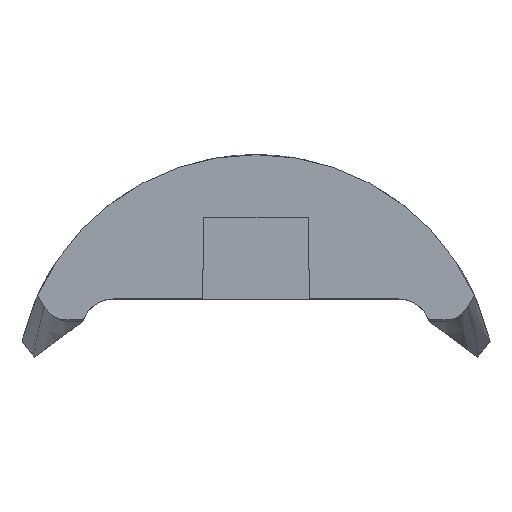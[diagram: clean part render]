
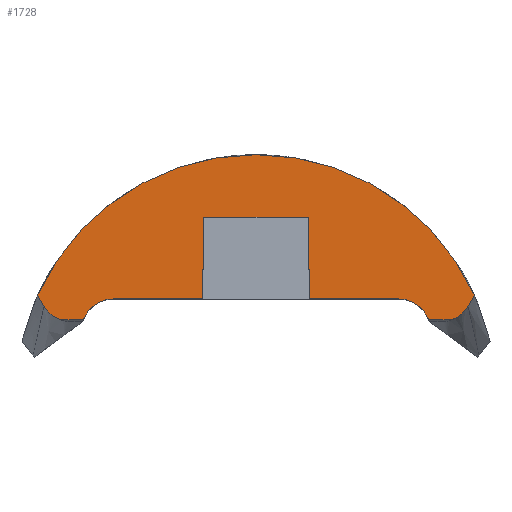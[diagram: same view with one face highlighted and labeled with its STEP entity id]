
A CAD part, top view. The second image highlights one B-rep face of the part: STEP entity #1728.
In plain terms, the highlighted planar face has unit normal (0, 0, 1).
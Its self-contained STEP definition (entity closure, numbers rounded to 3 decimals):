
#84=B_SPLINE_CURVE_WITH_KNOTS('',3,(#2697,#2698,#2699,#2700,#2701,#2702,
#2703,#2704),.UNSPECIFIED.,.F.,.F.,(4,2,2,4),(0.138,0.183,
0.332,0.485),.UNSPECIFIED.);
#88=B_SPLINE_CURVE_WITH_KNOTS('',3,(#2748,#2749,#2750,#2751),
 .UNSPECIFIED.,.F.,.F.,(4,4),(0.269,0.475),
 .UNSPECIFIED.);
#89=B_SPLINE_CURVE_WITH_KNOTS('',3,(#2779,#2780,#2781,#2782,#2783,#2784,
#2785,#2786),.UNSPECIFIED.,.F.,.F.,(4,2,2,4),(0.,0.193,0.339,
0.347),.UNSPECIFIED.);
#90=B_SPLINE_CURVE_WITH_KNOTS('',3,(#2787,#2788,#2789,#2790),
 .UNSPECIFIED.,.F.,.F.,(4,4),(0.,0.206),.UNSPECIFIED.);
#96=CIRCLE('',#1826,5.);
#103=CIRCLE('',#1836,38.3);
#111=CIRCLE('',#1852,30.);
#112=CIRCLE('',#1859,30.);
#113=CIRCLE('',#1860,5.);
#174=FACE_OUTER_BOUND('',#264,.T.);
#264=EDGE_LOOP('',(#1242,#1243,#1244,#1245,#1246,#1247,#1248,#1249,#1250,
#1251,#1252,#1253,#1254,#1255,#1256,#1257,#1258,#1259,#1260,#1261));
#362=LINE('',#2754,#545);
#363=LINE('',#2760,#546);
#364=LINE('',#2762,#547);
#365=LINE('',#2764,#548);
#366=LINE('',#2766,#549);
#367=LINE('',#2768,#550);
#368=LINE('',#2770,#551);
#369=LINE('',#2772,#552);
#370=LINE('',#2774,#553);
#371=LINE('',#2775,#554);
#372=LINE('',#2777,#555);
#545=VECTOR('',#2055,10.);
#546=VECTOR('',#2060,10.);
#547=VECTOR('',#2061,10.);
#548=VECTOR('',#2062,10.);
#549=VECTOR('',#2063,10.);
#550=VECTOR('',#2064,10.);
#551=VECTOR('',#2065,10.);
#552=VECTOR('',#2066,10.);
#553=VECTOR('',#2067,10.);
#554=VECTOR('',#2068,10.);
#555=VECTOR('',#2069,10.);
#715=VERTEX_POINT('',#2414);
#716=VERTEX_POINT('',#2416);
#725=VERTEX_POINT('',#2438);
#726=VERTEX_POINT('',#2443);
#752=VERTEX_POINT('',#2645);
#756=VERTEX_POINT('',#2695);
#757=VERTEX_POINT('',#2696);
#759=VERTEX_POINT('',#2753);
#760=VERTEX_POINT('',#2755);
#761=VERTEX_POINT('',#2757);
#762=VERTEX_POINT('',#2759);
#763=VERTEX_POINT('',#2761);
#764=VERTEX_POINT('',#2763);
#765=VERTEX_POINT('',#2765);
#766=VERTEX_POINT('',#2767);
#767=VERTEX_POINT('',#2769);
#768=VERTEX_POINT('',#2771);
#769=VERTEX_POINT('',#2773);
#770=VERTEX_POINT('',#2776);
#771=VERTEX_POINT('',#2778);
#887=EDGE_CURVE('',#715,#716,#96,.T.);
#899=EDGE_CURVE('',#725,#726,#103,.T.);
#933=EDGE_CURVE('',#752,#715,#111,.T.);
#942=EDGE_CURVE('',#756,#757,#84,.T.);
#947=EDGE_CURVE('',#757,#725,#88,.T.);
#948=EDGE_CURVE('',#759,#756,#362,.T.);
#949=EDGE_CURVE('',#760,#759,#112,.T.);
#950=EDGE_CURVE('',#761,#760,#113,.T.);
#951=EDGE_CURVE('',#762,#761,#363,.T.);
#952=EDGE_CURVE('',#763,#762,#364,.T.);
#953=EDGE_CURVE('',#763,#764,#365,.T.);
#954=EDGE_CURVE('',#764,#765,#366,.T.);
#955=EDGE_CURVE('',#765,#766,#367,.T.);
#956=EDGE_CURVE('',#767,#766,#368,.T.);
#957=EDGE_CURVE('',#767,#768,#369,.T.);
#958=EDGE_CURVE('',#768,#769,#370,.T.);
#959=EDGE_CURVE('',#716,#769,#371,.T.);
#960=EDGE_CURVE('',#770,#752,#372,.T.);
#961=EDGE_CURVE('',#771,#770,#89,.T.);
#962=EDGE_CURVE('',#726,#771,#90,.T.);
#1242=ORIENTED_EDGE('',*,*,#942,.F.);
#1243=ORIENTED_EDGE('',*,*,#948,.F.);
#1244=ORIENTED_EDGE('',*,*,#949,.F.);
#1245=ORIENTED_EDGE('',*,*,#950,.F.);
#1246=ORIENTED_EDGE('',*,*,#951,.F.);
#1247=ORIENTED_EDGE('',*,*,#952,.F.);
#1248=ORIENTED_EDGE('',*,*,#953,.T.);
#1249=ORIENTED_EDGE('',*,*,#954,.T.);
#1250=ORIENTED_EDGE('',*,*,#955,.T.);
#1251=ORIENTED_EDGE('',*,*,#956,.F.);
#1252=ORIENTED_EDGE('',*,*,#957,.T.);
#1253=ORIENTED_EDGE('',*,*,#958,.T.);
#1254=ORIENTED_EDGE('',*,*,#959,.F.);
#1255=ORIENTED_EDGE('',*,*,#887,.F.);
#1256=ORIENTED_EDGE('',*,*,#933,.F.);
#1257=ORIENTED_EDGE('',*,*,#960,.F.);
#1258=ORIENTED_EDGE('',*,*,#961,.F.);
#1259=ORIENTED_EDGE('',*,*,#962,.F.);
#1260=ORIENTED_EDGE('',*,*,#899,.F.);
#1261=ORIENTED_EDGE('',*,*,#947,.F.);
#1654=PLANE('',#1858);
#1728=ADVANCED_FACE('',(#174),#1654,.T.);
#1826=AXIS2_PLACEMENT_3D('',#2417,#1968,#1969);
#1836=AXIS2_PLACEMENT_3D('',#2444,#1991,#1992);
#1852=AXIS2_PLACEMENT_3D('',#2647,#2036,#2037);
#1858=AXIS2_PLACEMENT_3D('',#2752,#2053,#2054);
#1859=AXIS2_PLACEMENT_3D('',#2756,#2056,#2057);
#1860=AXIS2_PLACEMENT_3D('',#2758,#2058,#2059);
#1968=DIRECTION('center_axis',(0.,0.,1.));
#1969=DIRECTION('ref_axis',(0.542,0.84,0.));
#1991=DIRECTION('center_axis',(0.,0.,-1.));
#1992=DIRECTION('ref_axis',(-1.,0.,0.));
#2036=DIRECTION('center_axis',(0.,0.,1.));
#2037=DIRECTION('ref_axis',(1.,0.,0.));
#2053=DIRECTION('center_axis',(0.,0.,1.));
#2054=DIRECTION('ref_axis',(1.,0.,0.));
#2055=DIRECTION('',(-1.,0.,0.));
#2056=DIRECTION('center_axis',(0.,0.,1.));
#2057=DIRECTION('ref_axis',(1.,0.,0.));
#2058=DIRECTION('center_axis',(0.,0.,1.));
#2059=DIRECTION('ref_axis',(-0.542,0.84,0.));
#2060=DIRECTION('',(-1.,0.,0.));
#2061=DIRECTION('',(0.,-1.,0.));
#2062=DIRECTION('',(1.,0.,0.));
#2063=DIRECTION('',(0.,1.,0.));
#2064=DIRECTION('',(1.,0.,0.));
#2065=DIRECTION('',(0.,1.,0.));
#2066=DIRECTION('',(1.,0.,0.));
#2067=DIRECTION('',(0.,-1.,0.));
#2068=DIRECTION('',(-1.,0.,0.));
#2069=DIRECTION('',(-1.,0.,0.));
#2414=CARTESIAN_POINT('',(19.836,-15.64,0.));
#2416=CARTESIAN_POINT('',(15.28,-12.7,0.));
#2417=CARTESIAN_POINT('Origin',(15.28,-17.7,0.));
#2438=CARTESIAN_POINT('',(-42.359,-12.133,0.));
#2443=CARTESIAN_POINT('',(27.359,-12.133,0.));
#2444=CARTESIAN_POINT('Origin',(-7.5,-28.,0.));
#2645=CARTESIAN_POINT('',(19.995,-16.,0.));
#2647=CARTESIAN_POINT('Origin',(-7.5,-28.,0.));
#2695=CARTESIAN_POINT('',(-38.648,-16.,0.));
#2696=CARTESIAN_POINT('',(-41.3,-13.904,0.));
#2697=CARTESIAN_POINT('Ctrl Pts',(-38.648,-16.,0.));
#2698=CARTESIAN_POINT('Ctrl Pts',(-38.791,-15.956,0.));
#2699=CARTESIAN_POINT('Ctrl Pts',(-38.932,-15.906,0.));
#2700=CARTESIAN_POINT('Ctrl Pts',(-39.53,-15.656,0.));
#2701=CARTESIAN_POINT('Ctrl Pts',(-39.954,-15.392,0.));
#2702=CARTESIAN_POINT('Ctrl Pts',(-40.712,-14.732,0.));
#2703=CARTESIAN_POINT('Ctrl Pts',(-41.038,-14.339,0.));
#2704=CARTESIAN_POINT('Ctrl Pts',(-41.3,-13.904,0.));
#2748=CARTESIAN_POINT('Ctrl Pts',(-41.3,-13.904,0.));
#2749=CARTESIAN_POINT('Ctrl Pts',(-41.654,-13.315,0.));
#2750=CARTESIAN_POINT('Ctrl Pts',(-42.007,-12.724,0.));
#2751=CARTESIAN_POINT('Ctrl Pts',(-42.359,-12.133,0.));
#2752=CARTESIAN_POINT('Origin',(5.415,0.722,0.));
#2753=CARTESIAN_POINT('',(-34.995,-16.,0.));
#2754=CARTESIAN_POINT('',(-19.956,-16.,0.));
#2755=CARTESIAN_POINT('',(-34.836,-15.64,0.));
#2756=CARTESIAN_POINT('Origin',(-7.5,-28.,0.));
#2757=CARTESIAN_POINT('',(-30.28,-12.7,0.));
#2758=CARTESIAN_POINT('Origin',(-30.28,-17.7,0.));
#2759=CARTESIAN_POINT('',(-16.055,-12.7,0.));
#2760=CARTESIAN_POINT('',(-11.777,-12.7,0.));
#2761=CARTESIAN_POINT('',(-16.055,-8.,0.));
#2762=CARTESIAN_POINT('',(-16.055,-8.,0.));
#2763=CARTESIAN_POINT('',(-15.831,-8.,0.));
#2764=CARTESIAN_POINT('',(-40.163,-8.,0.));
#2765=CARTESIAN_POINT('',(-15.831,0.3,0.));
#2766=CARTESIAN_POINT('',(-15.831,-8.,0.));
#2767=CARTESIAN_POINT('',(0.831,0.3,0.));
#2768=CARTESIAN_POINT('',(-19.7,0.3,0.));
#2769=CARTESIAN_POINT('',(0.831,-8.,0.));
#2770=CARTESIAN_POINT('',(0.831,-8.,0.));
#2771=CARTESIAN_POINT('',(1.055,-8.,0.));
#2772=CARTESIAN_POINT('',(-40.163,-8.,0.));
#2773=CARTESIAN_POINT('',(1.055,-12.7,0.));
#2774=CARTESIAN_POINT('',(1.055,-8.,0.));
#2775=CARTESIAN_POINT('',(8.832,-12.7,0.));
#2776=CARTESIAN_POINT('',(23.648,-16.,0.));
#2777=CARTESIAN_POINT('',(13.654,-16.,0.));
#2778=CARTESIAN_POINT('',(26.3,-13.904,0.));
#2779=CARTESIAN_POINT('Ctrl Pts',(26.3,-13.904,0.));
#2780=CARTESIAN_POINT('Ctrl Pts',(25.967,-14.457,0.));
#2781=CARTESIAN_POINT('Ctrl Pts',(25.533,-14.939,0.));
#2782=CARTESIAN_POINT('Ctrl Pts',(24.62,-15.604,0.));
#2783=CARTESIAN_POINT('Ctrl Pts',(24.187,-15.826,0.));
#2784=CARTESIAN_POINT('Ctrl Pts',(23.7,-15.984,0.));
#2785=CARTESIAN_POINT('Ctrl Pts',(23.674,-15.992,0.));
#2786=CARTESIAN_POINT('Ctrl Pts',(23.648,-16.,0.));
#2787=CARTESIAN_POINT('Ctrl Pts',(27.359,-12.133,0.));
#2788=CARTESIAN_POINT('Ctrl Pts',(27.007,-12.724,0.));
#2789=CARTESIAN_POINT('Ctrl Pts',(26.654,-13.315,0.));
#2790=CARTESIAN_POINT('Ctrl Pts',(26.3,-13.904,0.));
